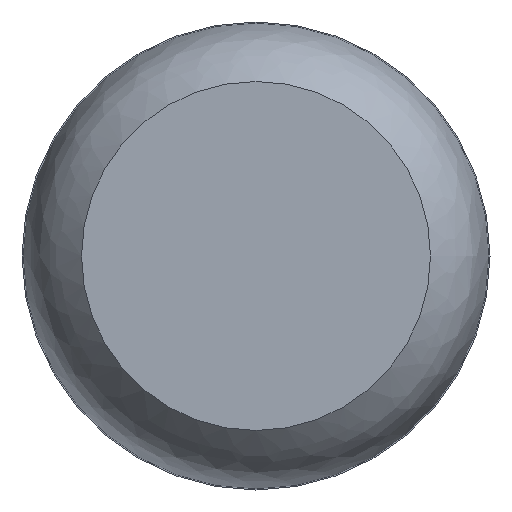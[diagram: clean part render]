
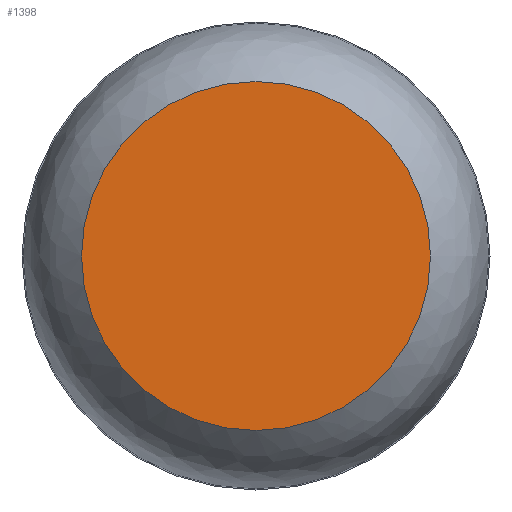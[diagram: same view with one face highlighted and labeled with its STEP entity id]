
A CAD part, front view. The second image highlights one B-rep face of the part: STEP entity #1398.
In plain terms, the highlighted planar face has unit normal (0, -1, 0).
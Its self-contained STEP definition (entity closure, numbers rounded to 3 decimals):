
#137=PLANE('',#1533);
#155=FACE_OUTER_BOUND('',#247,.T.);
#247=EDGE_LOOP('',(#962));
#558=CIRCLE('',#1532,150.);
#618=VERTEX_POINT('',#2529);
#756=EDGE_CURVE('',#618,#618,#558,.T.);
#962=ORIENTED_EDGE('',*,*,#756,.T.);
#1398=ADVANCED_FACE('',(#155),#137,.T.);
#1532=AXIS2_PLACEMENT_3D('',#2533,#1704,#1705);
#1533=AXIS2_PLACEMENT_3D('',#2534,#1706,#1707);
#1704=DIRECTION('center_axis',(0.,-1.,0.));
#1705=DIRECTION('ref_axis',(1.,0.,0.));
#1706=DIRECTION('center_axis',(0.,-1.,0.));
#1707=DIRECTION('ref_axis',(0.,0.,-1.));
#2529=CARTESIAN_POINT('',(150.,0.,0.));
#2533=CARTESIAN_POINT('Origin',(0.,0.,0.));
#2534=CARTESIAN_POINT('Origin',(0.,0.,0.));
